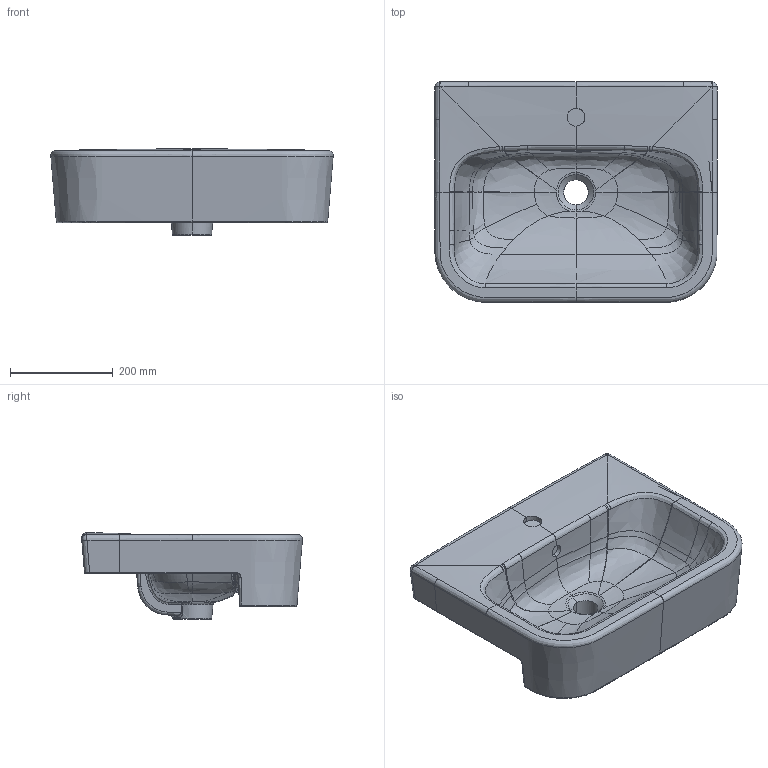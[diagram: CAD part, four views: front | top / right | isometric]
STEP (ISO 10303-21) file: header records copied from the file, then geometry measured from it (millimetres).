
FILE_DESCRIPTION(/* description */ (''),/* implementation_level */ '2;1');
FILE_NAME(/* name */ '419055_OA_Relaunch_VWT_55.stp',/* time_stamp */ '2019-02-19T10:01:32+01:00',/* author */ (''),/* organization */ (''),/* preprocessor_version */ 'ST-DEVELOPER v16',/* originating_system */ 'SIEMENS PLM Software NX 10.0',/* authorisation */ '');
FILE_SCHEMA (('AUTOMOTIVE_DESIGN { 1 0 10303 214 3 1 1 1 }'));
Products named in the file (1): math210C1D535t4c
Bounding box: 550.11 x 430.09 x 169.24 mm (x, y, z)
Volume: 14448910.4 mm3; surface area: 756462.2 mm2
Topology: 1 solids, 1 shells, 342 faces, 858 edges, 514 vertices
Faces by surface type: bspline 318, plane 13, cylinder 5, extrusion 4, sphere 2
Entity records: 50117 total; most frequent: CARTESIAN_POINT 44734, ORIENTED_EDGE 1716, EDGE_CURVE 858, B_SPLINE_CURVE_WITH_KNOTS 704, VERTEX_POINT 516, ADVANCED_FACE 342, FACE_OUTER_BOUND 342, EDGE_LOOP 342
